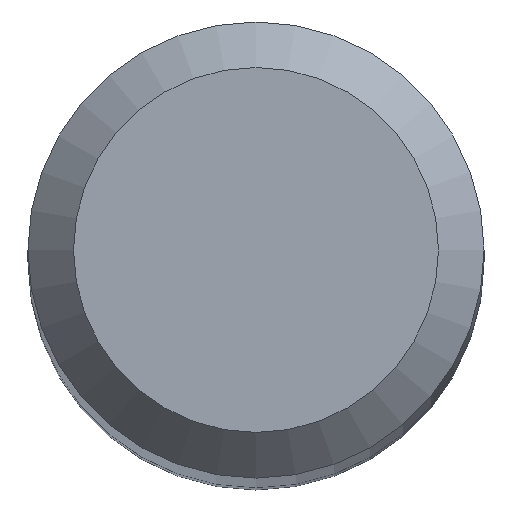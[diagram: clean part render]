
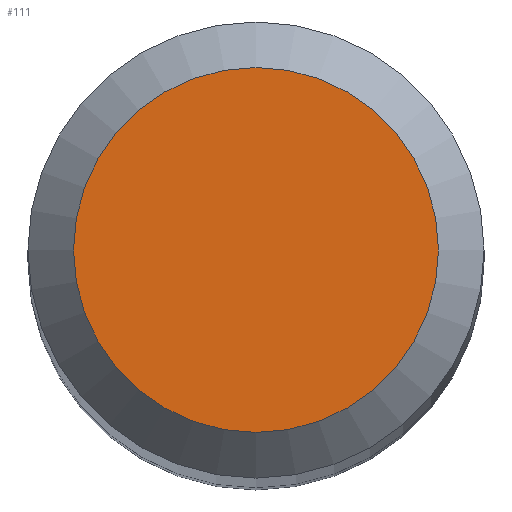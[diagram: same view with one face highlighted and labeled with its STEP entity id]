
A CAD part, top view. The second image highlights one B-rep face of the part: STEP entity #111.
In plain terms, the highlighted planar face has unit normal (0, 0, 1).
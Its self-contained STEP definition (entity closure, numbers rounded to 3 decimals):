
#10 = EDGE_CURVE ( 'NONE', #56, #56, #133, .T. ) ;
#12 = DIRECTION ( 'NONE',  ( 0., 0., -1. ) ) ;
#13 = EDGE_LOOP ( 'NONE', ( #90 ) ) ;
#35 = CARTESIAN_POINT ( 'NONE',  ( 0., 0., 60. ) ) ;
#47 = PLANE ( 'NONE',  #48 ) ;
#48 = AXIS2_PLACEMENT_3D ( 'NONE', #35, #124, #137 ) ;
#56 = VERTEX_POINT ( 'NONE', #143 ) ;
#59 = DIRECTION ( 'NONE',  ( 0., 1., 0. ) ) ;
#60 = AXIS2_PLACEMENT_3D ( 'NONE', #139, #12, #59 ) ;
#90 = ORIENTED_EDGE ( 'NONE', *, *, #10, .F. ) ;
#111 = ADVANCED_FACE ( 'NONE', ( #136 ), #47, .F. ) ;
#124 = DIRECTION ( 'NONE',  ( 0., 0., -1. ) ) ;
#133 = CIRCLE ( 'NONE', #60, 1.6 ) ;
#136 = FACE_OUTER_BOUND ( 'NONE', #13, .T. ) ;
#137 = DIRECTION ( 'NONE',  ( 0., 1., 0. ) ) ;
#139 = CARTESIAN_POINT ( 'NONE',  ( 0., 0., 60. ) ) ;
#143 = CARTESIAN_POINT ( 'NONE',  ( 0., 1.6, 60. ) ) ;
